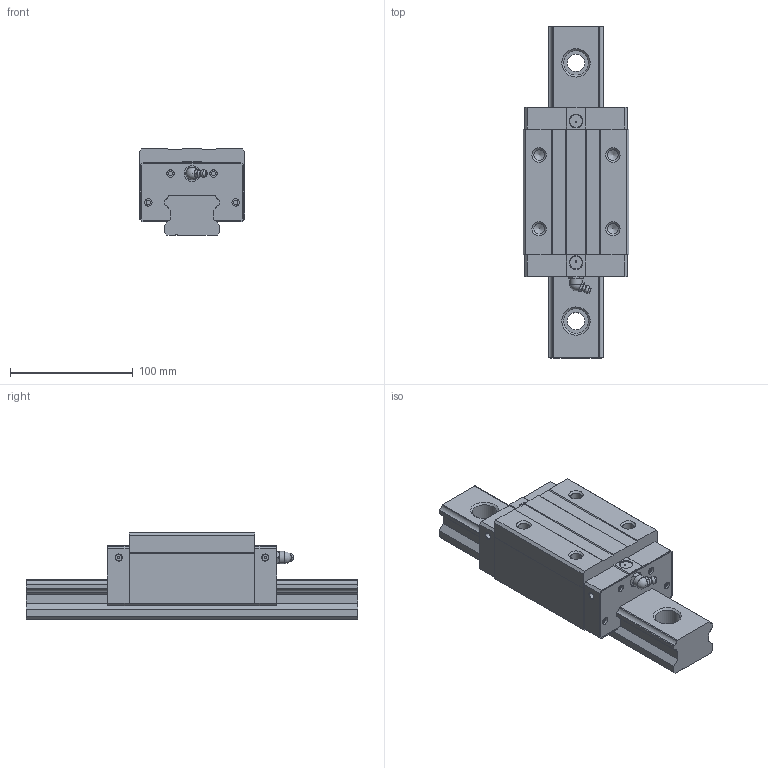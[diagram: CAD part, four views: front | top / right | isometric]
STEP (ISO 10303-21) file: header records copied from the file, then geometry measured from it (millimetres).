
FILE_DESCRIPTION(/* description */ (''),/* implementation_level */ '2;1');
FILE_NAME(/* name */ '',/* time_stamp */ '',/* author */ (''),/* organization */ (''),/* preprocessor_version */ '',/* originating_system */ '',/* authorisation */ '');
FILE_SCHEMA (('AUTOMOTIVE_DESIGN { 1 0 10303 214 1 1 1 1 }'));
Length unit declared in the file: millimetre
Products named in the file (1): LMG45H
Bounding box: 86 x 270 x 70 mm (x, y, z)
Volume: 860498.1 mm3; surface area: 111991 mm2
Topology: 3 solids, 3 shells, 371 faces, 963 edges, 632 vertices
Faces by surface type: plane 221, cylinder 104, cone 27, revolution 8, torus 8, sphere 3
Full cylindrical faces by diameter (mm): 1 x2, 2 x4, 3.5 x8, 5.2 x4, 6 x8, 8.7 x4, 10 x1, 10.2 x4, 13 x2, 14 x3, 20 x3
Entity records: 10873 total; most frequent: CARTESIAN_POINT 2053, DIRECTION 1824, ORIENTED_EDGE 1706, EDGE_CURVE 853, AXIS2_PLACEMENT_3D 629, VERTEX_POINT 605, LINE 558, VECTOR 558
